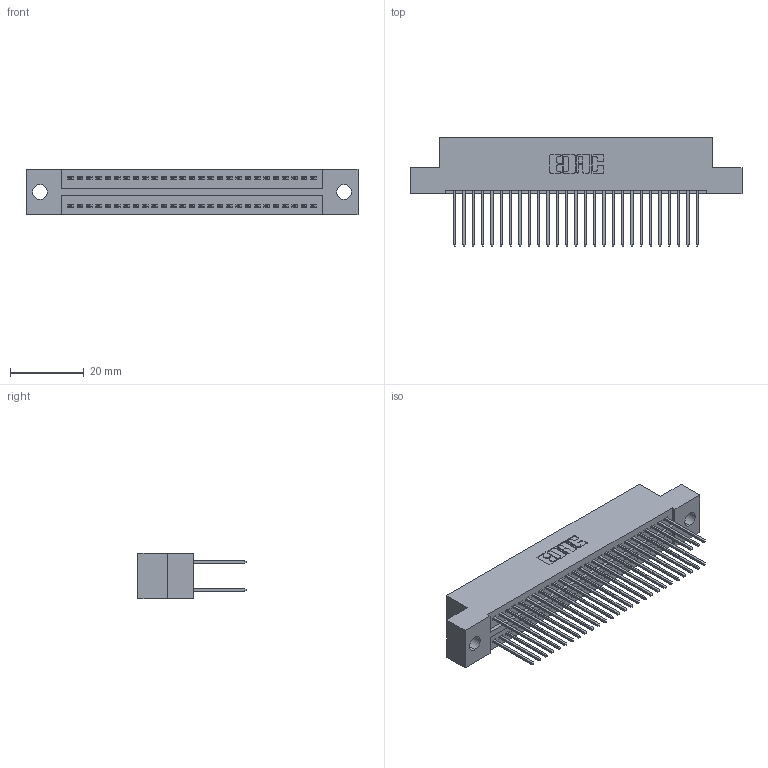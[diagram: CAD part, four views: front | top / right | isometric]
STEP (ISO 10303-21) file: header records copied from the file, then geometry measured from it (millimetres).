
FILE_DESCRIPTION (( 'STEP AP203' ), '1' );
FILE_NAME ('325-054-540-209.STEP', '2020-02-25T01:05:37', ( '' ), ( '' ), 'SwSTEP 2.0', 'SolidWorks 2016', '' );
FILE_SCHEMA (( 'CONFIG_CONTROL_DESIGN' ));
Length unit declared in the file: inch
Products named in the file (3): 325-292-001_325-293-140; 325 Part_.160 TH; 325-054-540-209
Assembly tree (55 placements, depth 2):
  325-054-540-209
    325 Part_.160 TH
    325-292-001_325-293-140  x54
Bounding box: 90.3 x 29.46 x 12.45 mm (x, y, z)
Volume: 11496.4 mm3; surface area: 14454 mm2
Topology: 55 solids, 55 shells, 2922 faces, 8681 edges, 5714 vertices
Faces by surface type: plane 2014, cylinder 908
Entity records: 19331 total; most frequent: CARTESIAN_POINT 3222, ORIENTED_EDGE 3158, DIRECTION 2779, EDGE_CURVE 1579, LINE 1451, VECTOR 1451, VERTEX_POINT 1050, AXIS2_PLACEMENT_3D 664
